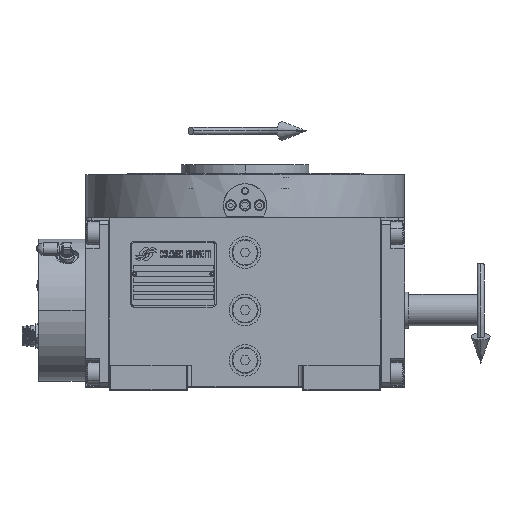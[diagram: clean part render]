
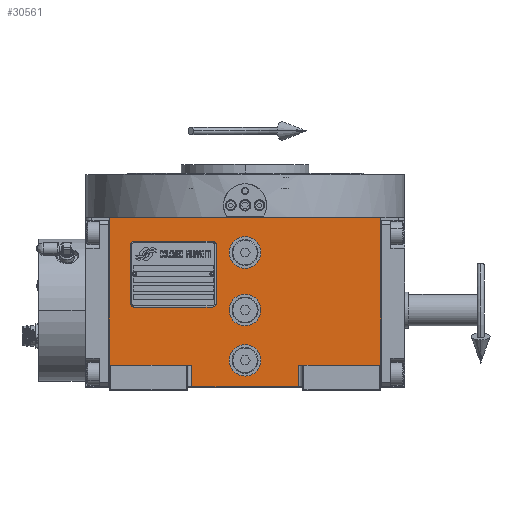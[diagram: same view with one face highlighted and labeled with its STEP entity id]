
A CAD part, top view. The second image highlights one B-rep face of the part: STEP entity #30561.
In plain terms, the highlighted planar face has unit normal (0, 0, 1).
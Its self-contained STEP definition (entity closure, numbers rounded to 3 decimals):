
#123 = DIRECTION ( 'NONE',  ( -1., 0., 0. ) ) ;
#274 = CARTESIAN_POINT ( 'NONE',  ( 0., 40., 163.5 ) ) ;
#1022 = LINE ( 'NONE', #126310, #68034 ) ;
#1913 = FACE_BOUND ( 'NONE', #46530, .T. ) ;
#2893 = CARTESIAN_POINT ( 'NONE',  ( -11., 0., 163.5 ) ) ;
#3148 = DIRECTION ( 'NONE',  ( 0., 0., 1. ) ) ;
#3685 = DIRECTION ( 'NONE',  ( 0., 1., 0. ) ) ;
#4262 = VERTEX_POINT ( 'NONE', #121894 ) ;
#5201 = ORIENTED_EDGE ( 'NONE', *, *, #75491, .F. ) ;
#5903 = ORIENTED_EDGE ( 'NONE', *, *, #112877, .F. ) ;
#6058 = AXIS2_PLACEMENT_3D ( 'NONE', #47355, #97836, #132858 ) ;
#6190 = ORIENTED_EDGE ( 'NONE', *, *, #73423, .F. ) ;
#6744 = CARTESIAN_POINT ( 'NONE',  ( -94.5, -38.5, 163.5 ) ) ;
#6877 = LINE ( 'NONE', #97853, #144025 ) ;
#11450 = CIRCLE ( 'NONE', #90132, 11. ) ;
#12627 = EDGE_CURVE ( 'NONE', #44492, #4262, #1022, .T. ) ;
#13081 = FACE_BOUND ( 'NONE', #131229, .T. ) ;
#13166 = EDGE_CURVE ( 'NONE', #24851, #60322, #139656, .T. ) ;
#13491 = AXIS2_PLACEMENT_3D ( 'NONE', #76430, #30927, #51828 ) ;
#13674 = DIRECTION ( 'NONE',  ( 1., 0., 0. ) ) ;
#15381 = VERTEX_POINT ( 'NONE', #27670 ) ;
#18604 = EDGE_CURVE ( 'NONE', #44492, #143762, #6877, .T. ) ;
#21381 = DIRECTION ( 'NONE',  ( 0., 1., 0. ) ) ;
#22475 = DIRECTION ( 'NONE',  ( 0., 0., 1. ) ) ;
#24121 = DIRECTION ( 'NONE',  ( 0., 0., 1. ) ) ;
#24851 = VERTEX_POINT ( 'NONE', #79550 ) ;
#24870 = VECTOR ( 'NONE', #21381, 1000. ) ;
#26729 = CARTESIAN_POINT ( 'NONE',  ( -94.5, -38.5, 163.5 ) ) ;
#26774 = CARTESIAN_POINT ( 'NONE',  ( -37., -53.5, 163.5 ) ) ;
#27670 = CARTESIAN_POINT ( 'NONE',  ( 11., 0., 163.5 ) ) ;
#28627 = VECTOR ( 'NONE', #59427, 1000. ) ;
#29925 = VERTEX_POINT ( 'NONE', #26729 ) ;
#30561 = ADVANCED_FACE ( 'NONE', ( #137609, #1913, #13081, #58580 ), #104093, .T. ) ;
#30927 = DIRECTION ( 'NONE',  ( 0., 0., 1. ) ) ;
#32367 = DIRECTION ( 'NONE',  ( 0., 0., 1. ) ) ;
#33424 = EDGE_CURVE ( 'NONE', #53965, #48190, #50435, .T. ) ;
#33857 = ORIENTED_EDGE ( 'NONE', *, *, #69717, .T. ) ;
#37871 = VECTOR ( 'NONE', #3685, 1000. ) ;
#39583 = CARTESIAN_POINT ( 'NONE',  ( 0., 0., 163.5 ) ) ;
#40899 = VERTEX_POINT ( 'NONE', #79257 ) ;
#40910 = ORIENTED_EDGE ( 'NONE', *, *, #113718, .F. ) ;
#41428 = ORIENTED_EDGE ( 'NONE', *, *, #82604, .F. ) ;
#42875 = ORIENTED_EDGE ( 'NONE', *, *, #130480, .T. ) ;
#44492 = VERTEX_POINT ( 'NONE', #60857 ) ;
#45333 = ORIENTED_EDGE ( 'NONE', *, *, #12627, .T. ) ;
#45581 = EDGE_CURVE ( 'NONE', #89435, #143762, #79549, .T. ) ;
#46044 = AXIS2_PLACEMENT_3D ( 'NONE', #274, #24121, #13674 ) ;
#46331 = ORIENTED_EDGE ( 'NONE', *, *, #33424, .F. ) ;
#46396 = VECTOR ( 'NONE', #121582, 1000. ) ;
#46530 = EDGE_LOOP ( 'NONE', ( #46331, #103492 ) ) ;
#46558 = VERTEX_POINT ( 'NONE', #141739 ) ;
#47355 = CARTESIAN_POINT ( 'NONE',  ( -94.5, -53.5, 163.5 ) ) ;
#47563 = CARTESIAN_POINT ( 'NONE',  ( -94.5, -38.5, 163.5 ) ) ;
#48190 = VERTEX_POINT ( 'NONE', #118066 ) ;
#48568 = DIRECTION ( 'NONE',  ( -1., 0., 0. ) ) ;
#49591 = AXIS2_PLACEMENT_3D ( 'NONE', #78591, #32367, #101722 ) ;
#50435 = CIRCLE ( 'NONE', #49591, 11. ) ;
#51828 = DIRECTION ( 'NONE',  ( -1., 0., 0. ) ) ;
#53099 = VECTOR ( 'NONE', #114770, 1000. ) ;
#53965 = VERTEX_POINT ( 'NONE', #94146 ) ;
#54194 = LINE ( 'NONE', #67580, #24870 ) ;
#55209 = CARTESIAN_POINT ( 'NONE',  ( -37., -53.5, 163.5 ) ) ;
#56383 = LINE ( 'NONE', #101885, #110703 ) ;
#58580 = FACE_OUTER_BOUND ( 'NONE', #106572, .T. ) ;
#59211 = CARTESIAN_POINT ( 'NONE',  ( -94.5, 64.5, 163.5 ) ) ;
#59427 = DIRECTION ( 'NONE',  ( 1., 0., 0. ) ) ;
#60322 = VERTEX_POINT ( 'NONE', #124761 ) ;
#60857 = CARTESIAN_POINT ( 'NONE',  ( 37., -38.5, 163.5 ) ) ;
#62184 = VERTEX_POINT ( 'NONE', #2893 ) ;
#65096 = ORIENTED_EDGE ( 'NONE', *, *, #18604, .F. ) ;
#67580 = CARTESIAN_POINT ( 'NONE',  ( 94.5, -38.5, 163.5 ) ) ;
#68034 = VECTOR ( 'NONE', #112228, 1000. ) ;
#69717 = EDGE_CURVE ( 'NONE', #4262, #40899, #54194, .T. ) ;
#70096 = ORIENTED_EDGE ( 'NONE', *, *, #45581, .T. ) ;
#70701 = LINE ( 'NONE', #47563, #53099 ) ;
#73423 = EDGE_CURVE ( 'NONE', #135696, #40899, #56383, .T. ) ;
#75491 = EDGE_CURVE ( 'NONE', #29925, #135696, #122315, .T. ) ;
#76118 = DIRECTION ( 'NONE',  ( 1., 0., 0. ) ) ;
#76430 = CARTESIAN_POINT ( 'NONE',  ( 0., -35., 163.5 ) ) ;
#77766 = CIRCLE ( 'NONE', #13491, 11. ) ;
#78084 = CIRCLE ( 'NONE', #80422, 11. ) ;
#78591 = CARTESIAN_POINT ( 'NONE',  ( 0., -35., 163.5 ) ) ;
#79257 = CARTESIAN_POINT ( 'NONE',  ( 94.5, 64.5, 163.5 ) ) ;
#79549 = LINE ( 'NONE', #125068, #28627 ) ;
#79550 = CARTESIAN_POINT ( 'NONE',  ( -11., 40., 163.5 ) ) ;
#80422 = AXIS2_PLACEMENT_3D ( 'NONE', #39583, #142486, #76118 ) ;
#82604 = EDGE_CURVE ( 'NONE', #89435, #46558, #138649, .T. ) ;
#84871 = AXIS2_PLACEMENT_3D ( 'NONE', #124672, #22475, #123 ) ;
#89435 = VERTEX_POINT ( 'NONE', #55209 ) ;
#90132 = AXIS2_PLACEMENT_3D ( 'NONE', #105348, #3148, #48568 ) ;
#93418 = ORIENTED_EDGE ( 'NONE', *, *, #13166, .F. ) ;
#94146 = CARTESIAN_POINT ( 'NONE',  ( 11., -35., 163.5 ) ) ;
#94357 = EDGE_LOOP ( 'NONE', ( #5903, #40910 ) ) ;
#97836 = DIRECTION ( 'NONE',  ( 0., 0., 1. ) ) ;
#97853 = CARTESIAN_POINT ( 'NONE',  ( 37., -38.5, 163.5 ) ) ;
#101722 = DIRECTION ( 'NONE',  ( 1., 0., 0. ) ) ;
#101885 = CARTESIAN_POINT ( 'NONE',  ( -94.5, 64.5, 163.5 ) ) ;
#103492 = ORIENTED_EDGE ( 'NONE', *, *, #125869, .F. ) ;
#104093 = PLANE ( 'NONE',  #6058 ) ;
#105348 = CARTESIAN_POINT ( 'NONE',  ( 0., 0., 163.5 ) ) ;
#106572 = EDGE_LOOP ( 'NONE', ( #70096, #65096, #45333, #33857, #6190, #5201, #42875, #41428 ) ) ;
#110703 = VECTOR ( 'NONE', #125735, 1000. ) ;
#112228 = DIRECTION ( 'NONE',  ( 1., 0., 0. ) ) ;
#112877 = EDGE_CURVE ( 'NONE', #15381, #62184, #78084, .T. ) ;
#113718 = EDGE_CURVE ( 'NONE', #62184, #15381, #11450, .T. ) ;
#114770 = DIRECTION ( 'NONE',  ( 1., 0., 0. ) ) ;
#117100 = CARTESIAN_POINT ( 'NONE',  ( 37., -53.5, 163.5 ) ) ;
#118066 = CARTESIAN_POINT ( 'NONE',  ( -11., -35., 163.5 ) ) ;
#121582 = DIRECTION ( 'NONE',  ( 0., 1., 0. ) ) ;
#121894 = CARTESIAN_POINT ( 'NONE',  ( 94.5, -38.5, 163.5 ) ) ;
#122315 = LINE ( 'NONE', #6744, #46396 ) ;
#124672 = CARTESIAN_POINT ( 'NONE',  ( 0., 40., 163.5 ) ) ;
#124761 = CARTESIAN_POINT ( 'NONE',  ( 11., 40., 163.5 ) ) ;
#125068 = CARTESIAN_POINT ( 'NONE',  ( -37., -53.5, 163.5 ) ) ;
#125735 = DIRECTION ( 'NONE',  ( 1., 0., 0. ) ) ;
#125869 = EDGE_CURVE ( 'NONE', #48190, #53965, #77766, .T. ) ;
#126310 = CARTESIAN_POINT ( 'NONE',  ( 37., -38.5, 163.5 ) ) ;
#130480 = EDGE_CURVE ( 'NONE', #29925, #46558, #70701, .T. ) ;
#130806 = EDGE_CURVE ( 'NONE', #60322, #24851, #146124, .T. ) ;
#131229 = EDGE_LOOP ( 'NONE', ( #136941, #93418 ) ) ;
#132858 = DIRECTION ( 'NONE',  ( 1., 0., 0. ) ) ;
#135696 = VERTEX_POINT ( 'NONE', #59211 ) ;
#136941 = ORIENTED_EDGE ( 'NONE', *, *, #130806, .F. ) ;
#137609 = FACE_BOUND ( 'NONE', #94357, .T. ) ;
#138649 = LINE ( 'NONE', #26774, #37871 ) ;
#139656 = CIRCLE ( 'NONE', #84871, 11. ) ;
#141739 = CARTESIAN_POINT ( 'NONE',  ( -37., -38.5, 163.5 ) ) ;
#142486 = DIRECTION ( 'NONE',  ( 0., 0., 1. ) ) ;
#143762 = VERTEX_POINT ( 'NONE', #117100 ) ;
#144025 = VECTOR ( 'NONE', #145514, 1000. ) ;
#145514 = DIRECTION ( 'NONE',  ( 0., -1., 0. ) ) ;
#146124 = CIRCLE ( 'NONE', #46044, 11. ) ;
